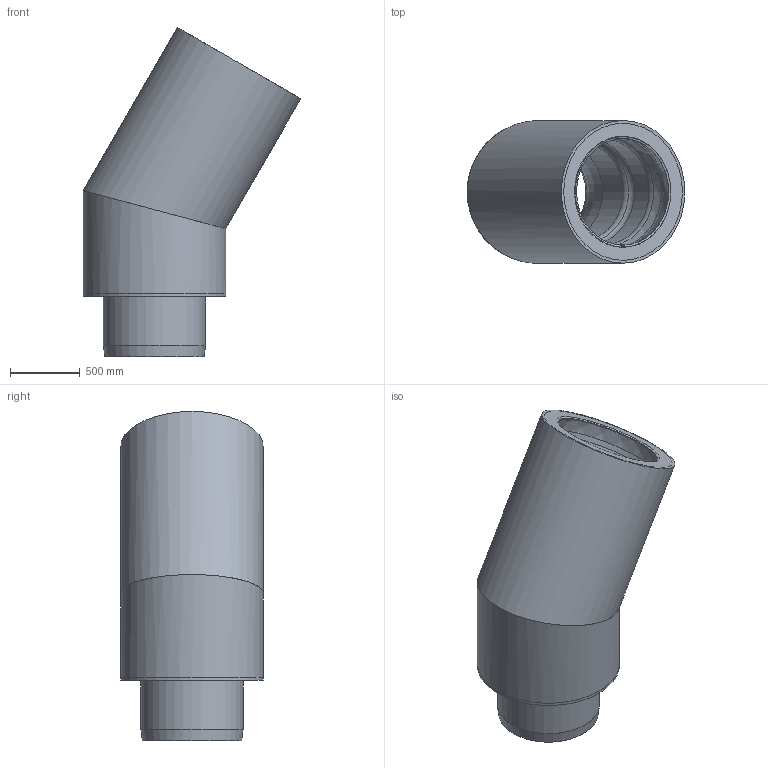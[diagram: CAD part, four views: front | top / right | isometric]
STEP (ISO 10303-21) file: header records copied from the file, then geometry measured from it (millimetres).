
FILE_DESCRIPTION(/* description */ (''),/* implementation_level */ '2;1');
FILE_NAME(/* name */ '58033.070X_3D.stp',/* time_stamp */ '2026-03-31T10:58:58+02:00',/* author */ ('c.rudolph'),/* organization */ (''),/* preprocessor_version */ 'ST-DEVELOPER v20.1',/* originating_system */ 'AutoCAD Mechanical',/* authorisation */ '');
FILE_SCHEMA (('AUTOMOTIVE_DESIGN { 1 0 10303 214 3 1 1 }'));
Length unit declared in the file: centimetre
Products named in the file (2): Product; *S0
Assembly tree (1 placements, depth 2):
  Product
    *S0
Bounding box: 1556.67 x 1020 x 2352.89 mm (x, y, z)
Volume: 755162308 mm3; surface area: 35465755.7 mm2
Topology: 6 solids, 6 shells, 103 faces, 256 edges, 164 vertices
Faces by surface type: cylinder 38, plane 23, cone 22, torus 14, bspline 6
Full cylindrical faces by diameter (mm): 40 x6, 100 x2, 698 x2, 730 x5, 760 x1, 792 x2, 810 x1, 842 x3, 980 x5, 1020 x3
Entity records: 3763 total; most frequent: CARTESIAN_POINT 1125, DIRECTION 605, ORIENTED_EDGE 506, AXIS2_PLACEMENT_3D 273, EDGE_CURVE 253, CIRCLE 167, VERTEX_POINT 158, EDGE_LOOP 119
